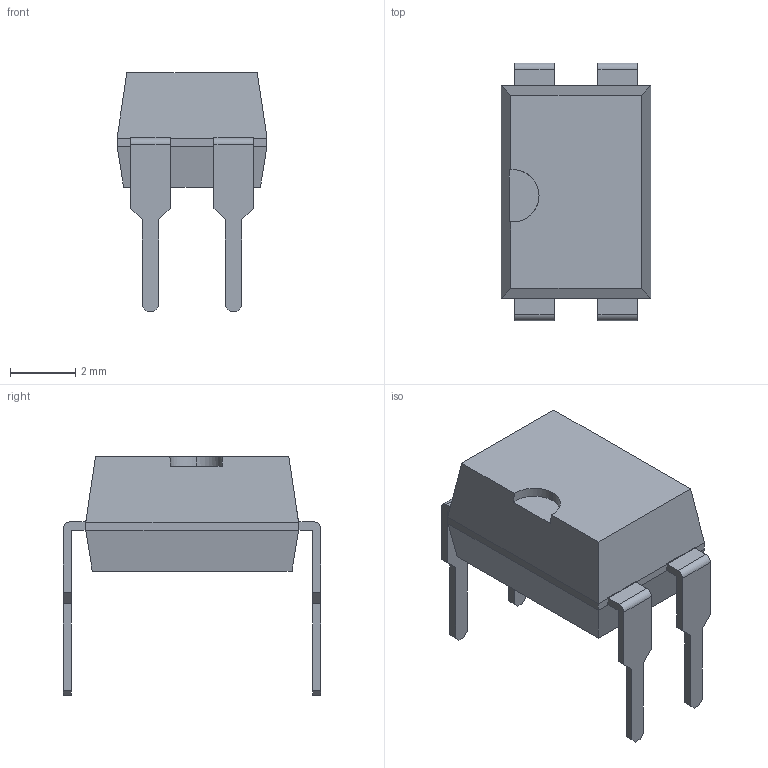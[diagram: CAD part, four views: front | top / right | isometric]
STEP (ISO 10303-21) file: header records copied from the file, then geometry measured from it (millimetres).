
FILE_DESCRIPTION (( 'STEP AP214' ), '1' );
FILE_NAME ('2A5C279C-7F1D-49A3-A061-B1DEE0776B8C.STEP', '2023-08-19T16:23:21', ( '' ), ( '' ), 'SwSTEP 2.0', 'SolidWorks 2022', '' );
FILE_SCHEMA (( 'AUTOMOTIVE_DESIGN' ));
Length unit declared in the file: millimetre
Products named in the file (1): 2A5C279C-7F1D-49A3-A061-B1DEE0776B8C
Bounding box: 4.58 x 7.87 x 7.3 mm (x, y, z)
Surface area: 174.3 mm2 (no closed solid volume)
Topology: 0 solids, 5 shells, 73 faces, 195 edges, 128 vertices
Faces by surface type: plane 67, cylinder 6
Entity records: 3039 total; most frequent: CARTESIAN_POINT 403, ORIENTED_EDGE 374, DIRECTION 353, EDGE_CURVE 195, LINE 181, VECTOR 181, VERTEX_POINT 128, AXIS2_PLACEMENT_3D 86
